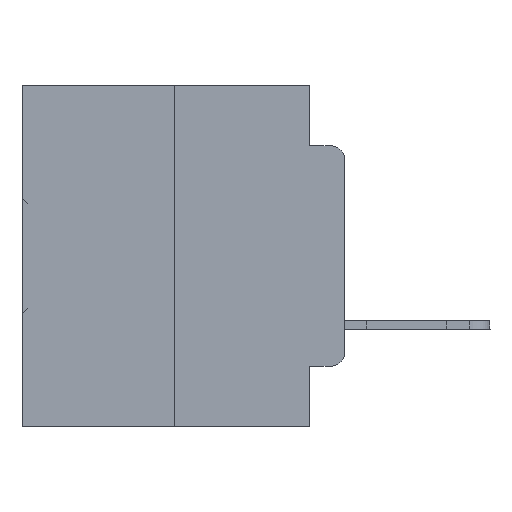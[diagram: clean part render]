
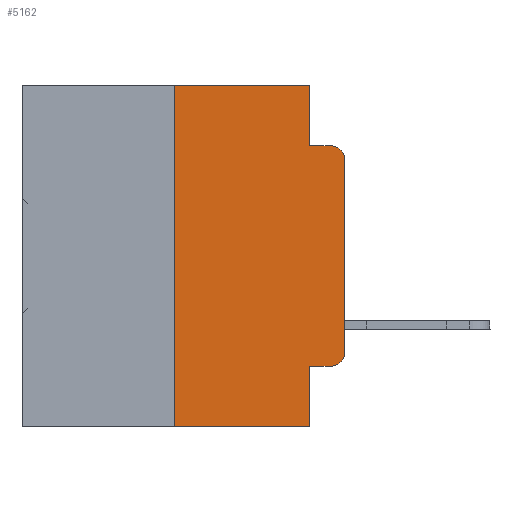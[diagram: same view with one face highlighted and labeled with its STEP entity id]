
A CAD part, left-side view. The second image highlights one B-rep face of the part: STEP entity #5162.
In plain terms, the highlighted planar face has unit normal (-1, 0, 0).
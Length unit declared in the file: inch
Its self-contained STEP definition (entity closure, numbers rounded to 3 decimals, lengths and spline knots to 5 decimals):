
#704 = EDGE_CURVE ( 'NONE', #16933, #33562, #15578, .T. ) ;
#967 = EDGE_CURVE ( 'NONE', #9687, #14164, #28881, .T. ) ;
#1644 = DIRECTION ( 'NONE',  ( 0., 0., 1. ) ) ;
#2179 = CARTESIAN_POINT ( 'NONE',  ( 0., 0., 0. ) ) ;
#2462 = CARTESIAN_POINT ( 'NONE',  ( 0., 0.051, 0. ) ) ;
#2766 = DIRECTION ( 'NONE',  ( 0., 0., -1. ) ) ;
#3452 = CARTESIAN_POINT ( 'NONE',  ( 0., 0., -0.1085 ) ) ;
#3515 = VECTOR ( 'NONE', #25826, 39.37008 ) ;
#3979 = VERTEX_POINT ( 'NONE', #31635 ) ;
#3990 = DIRECTION ( 'NONE',  ( -1., 0., 0. ) ) ;
#4021 = VECTOR ( 'NONE', #4785, 39.37008 ) ;
#4448 = ORIENTED_EDGE ( 'NONE', *, *, #13149, .T. ) ;
#4785 = DIRECTION ( 'NONE',  ( 0., 0., -1. ) ) ;
#4916 = LINE ( 'NONE', #23828, #31097 ) ;
#5162 = ADVANCED_FACE ( 'NONE', ( #30407 ), #27538, .F. ) ;
#5917 = VERTEX_POINT ( 'NONE', #28452 ) ;
#6588 = LINE ( 'NONE', #6765, #23401 ) ;
#6604 = CARTESIAN_POINT ( 'NONE',  ( 0., 0.051, -0.0885 ) ) ;
#6765 = CARTESIAN_POINT ( 'NONE',  ( 0., 0.25, 0. ) ) ;
#7050 = EDGE_CURVE ( 'NONE', #34969, #5917, #12845, .T. ) ;
#7175 = CIRCLE ( 'NONE', #24270, 0.02 ) ;
#7289 = VERTEX_POINT ( 'NONE', #20296 ) ;
#7761 = ORIENTED_EDGE ( 'NONE', *, *, #967, .T. ) ;
#9012 = ORIENTED_EDGE ( 'NONE', *, *, #22786, .T. ) ;
#9097 = CARTESIAN_POINT ( 'NONE',  ( 0., 0.051, -0.4115 ) ) ;
#9687 = VERTEX_POINT ( 'NONE', #18317 ) ;
#11324 = DIRECTION ( 'NONE',  ( 0., 0., -1. ) ) ;
#12157 = LINE ( 'NONE', #6604, #31578 ) ;
#12845 = LINE ( 'NONE', #2462, #4021 ) ;
#12938 = EDGE_CURVE ( 'NONE', #35325, #34969, #19529, .T. ) ;
#13149 = EDGE_CURVE ( 'NONE', #3979, #16933, #15158, .T. ) ;
#13708 = VERTEX_POINT ( 'NONE', #28330 ) ;
#14164 = VERTEX_POINT ( 'NONE', #33644 ) ;
#15158 = CIRCLE ( 'NONE', #20284, 0.02 ) ;
#15322 = EDGE_LOOP ( 'NONE', ( #29041, #9012, #28127, #22540, #26093, #20411, #7761, #17679, #19655, #4448 ) ) ;
#15578 = LINE ( 'NONE', #2179, #27979 ) ;
#16268 = VECTOR ( 'NONE', #27543, 39.37008 ) ;
#16933 = VERTEX_POINT ( 'NONE', #18673 ) ;
#17207 = DIRECTION ( 'NONE',  ( 1., 0., 0. ) ) ;
#17488 = CARTESIAN_POINT ( 'NONE',  ( 0., 0.473, -0.5 ) ) ;
#17676 = DIRECTION ( 'NONE',  ( 0., -1., 0. ) ) ;
#17679 = ORIENTED_EDGE ( 'NONE', *, *, #22471, .F. ) ;
#17700 = AXIS2_PLACEMENT_3D ( 'NONE', #30762, #17207, #11324 ) ;
#17761 = CARTESIAN_POINT ( 'NONE',  ( 0., 0.02, -0.1085 ) ) ;
#18317 = CARTESIAN_POINT ( 'NONE',  ( 0., 0.25, -0.5 ) ) ;
#18673 = CARTESIAN_POINT ( 'NONE',  ( 0., 0., -0.3915 ) ) ;
#19529 = LINE ( 'NONE', #25207, #16268 ) ;
#19655 = ORIENTED_EDGE ( 'NONE', *, *, #28003, .T. ) ;
#20212 = CARTESIAN_POINT ( 'NONE',  ( 0., 0.25, 0. ) ) ;
#20284 = AXIS2_PLACEMENT_3D ( 'NONE', #31825, #23766, #29134 ) ;
#20296 = CARTESIAN_POINT ( 'NONE',  ( 0., 0.02, -0.0885 ) ) ;
#20411 = ORIENTED_EDGE ( 'NONE', *, *, #28013, .F. ) ;
#21708 = VECTOR ( 'NONE', #17676, 39.37008 ) ;
#22471 = EDGE_CURVE ( 'NONE', #13708, #14164, #4916, .T. ) ;
#22540 = ORIENTED_EDGE ( 'NONE', *, *, #7050, .F. ) ;
#22786 = EDGE_CURVE ( 'NONE', #33562, #7289, #7175, .T. ) ;
#23169 = LINE ( 'NONE', #9097, #21708 ) ;
#23401 = VECTOR ( 'NONE', #28372, 39.37008 ) ;
#23603 = DIRECTION ( 'NONE',  ( 0., 0., -1. ) ) ;
#23766 = DIRECTION ( 'NONE',  ( -1., 0., 0. ) ) ;
#23828 = CARTESIAN_POINT ( 'NONE',  ( 0., 0.051, 0. ) ) ;
#24270 = AXIS2_PLACEMENT_3D ( 'NONE', #17761, #3990, #23603 ) ;
#25207 = CARTESIAN_POINT ( 'NONE',  ( 0., 0.473, 0. ) ) ;
#25758 = CARTESIAN_POINT ( 'NONE',  ( 0., 0.051, 0. ) ) ;
#25826 = DIRECTION ( 'NONE',  ( 0., -1., 0. ) ) ;
#26093 = ORIENTED_EDGE ( 'NONE', *, *, #12938, .F. ) ;
#27538 = PLANE ( 'NONE',  #17700 ) ;
#27543 = DIRECTION ( 'NONE',  ( 0., -1., 0. ) ) ;
#27979 = VECTOR ( 'NONE', #1644, 39.37008 ) ;
#28003 = EDGE_CURVE ( 'NONE', #13708, #3979, #23169, .T. ) ;
#28013 = EDGE_CURVE ( 'NONE', #9687, #35325, #6588, .T. ) ;
#28127 = ORIENTED_EDGE ( 'NONE', *, *, #31614, .F. ) ;
#28330 = CARTESIAN_POINT ( 'NONE',  ( 0., 0.051, -0.4115 ) ) ;
#28372 = DIRECTION ( 'NONE',  ( 0., 0., 1. ) ) ;
#28387 = DIRECTION ( 'NONE',  ( 0., -1., 0. ) ) ;
#28452 = CARTESIAN_POINT ( 'NONE',  ( 0., 0.051, -0.0885 ) ) ;
#28881 = LINE ( 'NONE', #17488, #3515 ) ;
#29041 = ORIENTED_EDGE ( 'NONE', *, *, #704, .T. ) ;
#29134 = DIRECTION ( 'NONE',  ( 0., 0., -1. ) ) ;
#30407 = FACE_OUTER_BOUND ( 'NONE', #15322, .T. ) ;
#30762 = CARTESIAN_POINT ( 'NONE',  ( 0., 0.473, 0. ) ) ;
#31097 = VECTOR ( 'NONE', #2766, 39.37008 ) ;
#31578 = VECTOR ( 'NONE', #28387, 39.37008 ) ;
#31614 = EDGE_CURVE ( 'NONE', #5917, #7289, #12157, .T. ) ;
#31635 = CARTESIAN_POINT ( 'NONE',  ( 0., 0.02, -0.4115 ) ) ;
#31825 = CARTESIAN_POINT ( 'NONE',  ( 0., 0.02, -0.3915 ) ) ;
#33562 = VERTEX_POINT ( 'NONE', #3452 ) ;
#33644 = CARTESIAN_POINT ( 'NONE',  ( 0., 0.051, -0.5 ) ) ;
#34969 = VERTEX_POINT ( 'NONE', #25758 ) ;
#35325 = VERTEX_POINT ( 'NONE', #20212 ) ;
